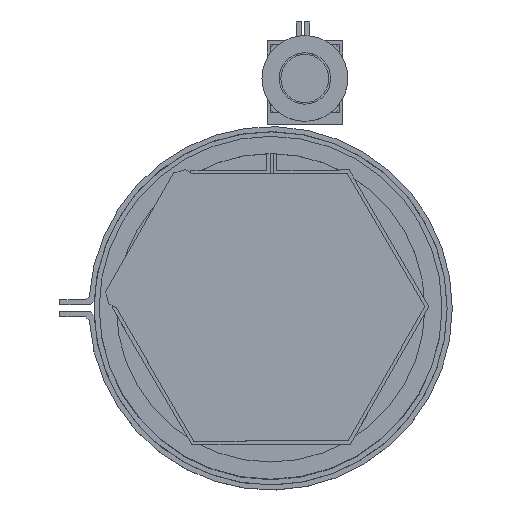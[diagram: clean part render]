
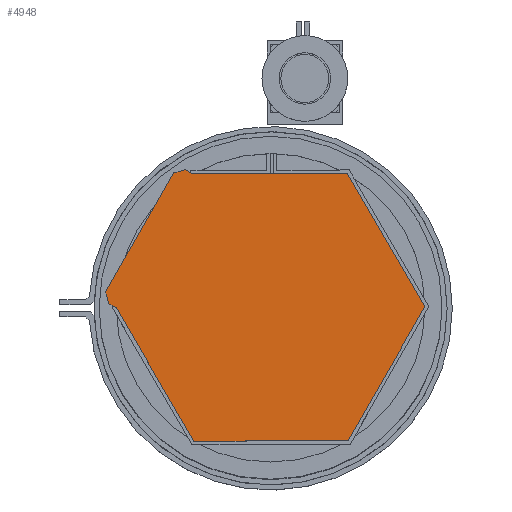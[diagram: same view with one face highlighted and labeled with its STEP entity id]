
A CAD part, top view. The second image highlights one B-rep face of the part: STEP entity #4948.
In plain terms, the highlighted planar face has unit normal (0, 0, 1).
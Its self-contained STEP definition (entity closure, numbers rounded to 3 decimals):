
#380=LINE('',#7341,#1022);
#384=LINE('',#7349,#1026);
#387=LINE('',#7355,#1029);
#388=LINE('',#7357,#1030);
#389=LINE('',#7359,#1031);
#390=LINE('',#7361,#1032);
#391=LINE('',#7363,#1033);
#392=LINE('',#7365,#1034);
#393=LINE('',#7367,#1035);
#394=LINE('',#7368,#1036);
#1022=VECTOR('',#5961,10.);
#1026=VECTOR('',#5967,10.);
#1029=VECTOR('',#5972,10.);
#1030=VECTOR('',#5973,10.);
#1031=VECTOR('',#5974,10.);
#1032=VECTOR('',#5975,10.);
#1033=VECTOR('',#5976,10.);
#1034=VECTOR('',#5977,10.);
#1035=VECTOR('',#5978,10.);
#1036=VECTOR('',#5979,10.);
#1505=FACE_OUTER_BOUND('',#1784,.T.);
#1784=EDGE_LOOP('',(#3804,#3805,#3806,#3807,#3808,#3809,#3810,#3811,#3812,
#3813));
#2240=VERTEX_POINT('',#7339);
#2241=VERTEX_POINT('',#7340);
#2244=VERTEX_POINT('',#7348);
#2246=VERTEX_POINT('',#7354);
#2247=VERTEX_POINT('',#7356);
#2248=VERTEX_POINT('',#7358);
#2249=VERTEX_POINT('',#7360);
#2250=VERTEX_POINT('',#7362);
#2251=VERTEX_POINT('',#7364);
#2252=VERTEX_POINT('',#7366);
#2802=EDGE_CURVE('',#2240,#2241,#380,.T.);
#2806=EDGE_CURVE('',#2241,#2244,#384,.T.);
#2809=EDGE_CURVE('',#2246,#2240,#387,.T.);
#2810=EDGE_CURVE('',#2246,#2247,#388,.T.);
#2811=EDGE_CURVE('',#2247,#2248,#389,.T.);
#2812=EDGE_CURVE('',#2248,#2249,#390,.T.);
#2813=EDGE_CURVE('',#2249,#2250,#391,.T.);
#2814=EDGE_CURVE('',#2250,#2251,#392,.T.);
#2815=EDGE_CURVE('',#2251,#2252,#393,.T.);
#2816=EDGE_CURVE('',#2244,#2252,#394,.T.);
#3804=ORIENTED_EDGE('',*,*,#2802,.F.);
#3805=ORIENTED_EDGE('',*,*,#2809,.F.);
#3806=ORIENTED_EDGE('',*,*,#2810,.T.);
#3807=ORIENTED_EDGE('',*,*,#2811,.T.);
#3808=ORIENTED_EDGE('',*,*,#2812,.T.);
#3809=ORIENTED_EDGE('',*,*,#2813,.T.);
#3810=ORIENTED_EDGE('',*,*,#2814,.T.);
#3811=ORIENTED_EDGE('',*,*,#2815,.T.);
#3812=ORIENTED_EDGE('',*,*,#2816,.F.);
#3813=ORIENTED_EDGE('',*,*,#2806,.F.);
#4710=PLANE('',#5240);
#4948=ADVANCED_FACE('',(#1505),#4710,.T.);
#5240=AXIS2_PLACEMENT_3D('',#7353,#5970,#5971);
#5961=DIRECTION('',(-0.262,0.965,0.));
#5967=DIRECTION('',(0.497,0.868,0.));
#5970=DIRECTION('center_axis',(0.,0.,1.));
#5971=DIRECTION('ref_axis',(1.,0.,0.));
#5972=DIRECTION('',(-0.868,0.497,0.));
#5973=DIRECTION('',(0.503,-0.864,0.));
#5974=DIRECTION('',(1.,0.004,0.));
#5975=DIRECTION('',(0.497,0.868,0.));
#5976=DIRECTION('',(-0.503,0.864,0.));
#5977=DIRECTION('',(-1.,-0.004,0.));
#5978=DIRECTION('',(-0.868,0.497,0.));
#5979=DIRECTION('',(0.965,0.262,0.));
#7339=CARTESIAN_POINT('',(-94.339,2.151,348.));
#7340=CARTESIAN_POINT('',(-96.194,8.974,348.));
#7341=CARTESIAN_POINT('',(-91.283,-9.088,348.));
#7348=CARTESIAN_POINT('',(-56.451,78.404,348.));
#7349=CARTESIAN_POINT('',(-53.967,82.743,348.));
#7353=CARTESIAN_POINT('Origin',(0.,0.,348.));
#7354=CARTESIAN_POINT('',(-89.999,-0.333,348.));
#7355=CARTESIAN_POINT('',(-89.999,-0.333,348.));
#7356=CARTESIAN_POINT('',(-44.711,-78.108,348.));
#7357=CARTESIAN_POINT('',(-89.999,-0.333,348.));
#7358=CARTESIAN_POINT('',(45.288,-77.775,348.));
#7359=CARTESIAN_POINT('',(-44.711,-78.108,348.));
#7360=CARTESIAN_POINT('',(89.999,0.333,348.));
#7361=CARTESIAN_POINT('',(45.288,-77.775,348.));
#7362=CARTESIAN_POINT('',(44.711,78.108,348.));
#7363=CARTESIAN_POINT('',(89.999,0.333,348.));
#7364=CARTESIAN_POINT('',(-45.288,77.775,348.));
#7365=CARTESIAN_POINT('',(44.711,78.108,348.));
#7366=CARTESIAN_POINT('',(-49.627,80.259,348.));
#7367=CARTESIAN_POINT('',(-45.288,77.775,348.));
#7368=CARTESIAN_POINT('',(-38.389,83.315,348.));
